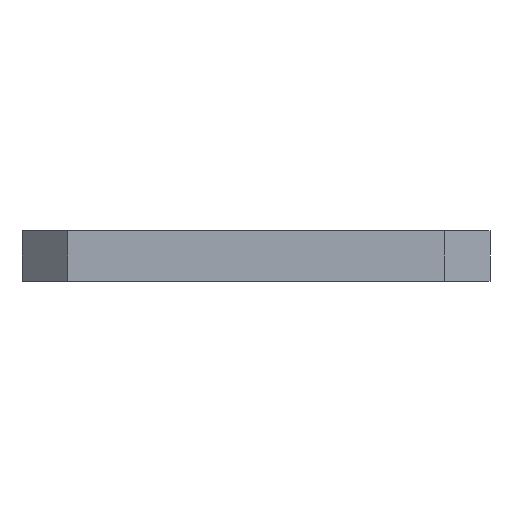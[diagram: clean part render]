
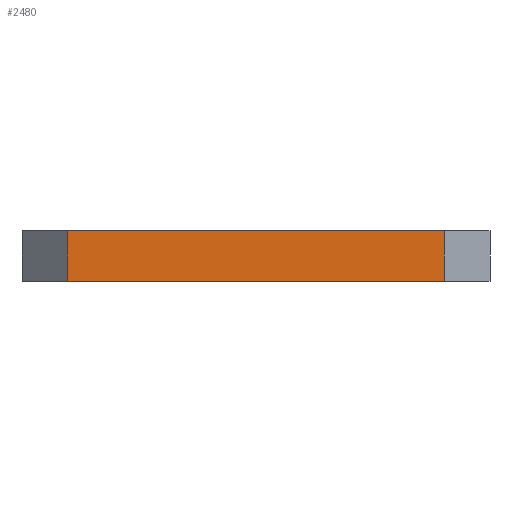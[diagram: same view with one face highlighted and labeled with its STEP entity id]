
A CAD part, left-side view. The second image highlights one B-rep face of the part: STEP entity #2480.
In plain terms, the highlighted planar face has unit normal (-1, 0, 0).
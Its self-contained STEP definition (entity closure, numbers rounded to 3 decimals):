
#2293=CARTESIAN_POINT('',(-180.,92.5,12.5));
#2294=VERTEX_POINT('',#2293);
#2301=CARTESIAN_POINT('',(-180.,-92.5,12.5));
#2302=VERTEX_POINT('',#2301);
#2303=CARTESIAN_POINT('',(-180.,92.5,12.5));
#2304=DIRECTION('',(0.0,-1.0,0.0));
#2305=VECTOR('',#2304,185.0);
#2306=LINE('',#2303,#2305);
#2307=EDGE_CURVE('',#2294,#2302,#2306,.T.);
#2438=CARTESIAN_POINT('',(-180.,-92.5,-12.5));
#2439=VERTEX_POINT('',#2438);
#2448=CARTESIAN_POINT('',(-180.,-92.5,12.5));
#2449=DIRECTION('',(0.0,0.0,-1.0));
#2450=VECTOR('',#2449,25.0);
#2451=LINE('',#2448,#2450);
#2452=EDGE_CURVE('',#2302,#2439,#2451,.T.);
#2457=CARTESIAN_POINT('',(-180.0,115.0,12.5));
#2458=DIRECTION('',(-1.0,0.0,0.0));
#2459=DIRECTION('',(0.0,0.0,1.0));
#2460=AXIS2_PLACEMENT_3D('',#2457,#2458,#2459);
#2461=PLANE('',#2460);
#2462=ORIENTED_EDGE('',*,*,#2452,.F.);
#2463=ORIENTED_EDGE('',*,*,#2307,.F.);
#2464=CARTESIAN_POINT('',(-180.,92.5,-12.5));
#2465=VERTEX_POINT('',#2464);
#2466=CARTESIAN_POINT('',(-180.,92.5,-12.5));
#2467=DIRECTION('',(0.0,0.0,1.0));
#2468=VECTOR('',#2467,25.0);
#2469=LINE('',#2466,#2468);
#2470=EDGE_CURVE('',#2465,#2294,#2469,.T.);
#2471=ORIENTED_EDGE('',*,*,#2470,.F.);
#2472=CARTESIAN_POINT('',(-180.,92.5,-12.5));
#2473=DIRECTION('',(0.0,-1.0,0.0));
#2474=VECTOR('',#2473,185.0);
#2475=LINE('',#2472,#2474);
#2476=EDGE_CURVE('',#2465,#2439,#2475,.T.);
#2477=ORIENTED_EDGE('',*,*,#2476,.T.);
#2478=EDGE_LOOP('',(#2462,#2463,#2471,#2477));
#2479=FACE_OUTER_BOUND('',#2478,.T.);
#2480=ADVANCED_FACE('',(#2479),#2461,.T.);
